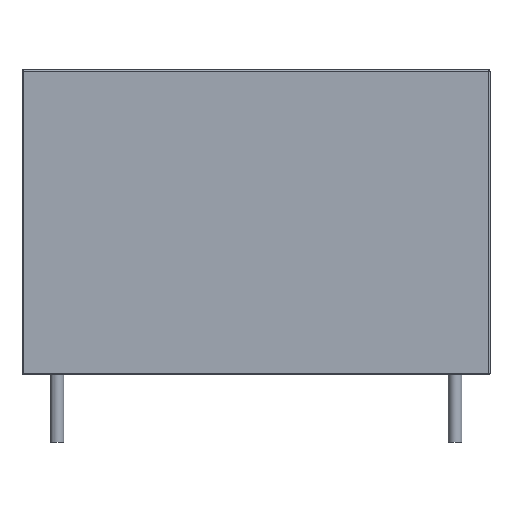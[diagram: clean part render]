
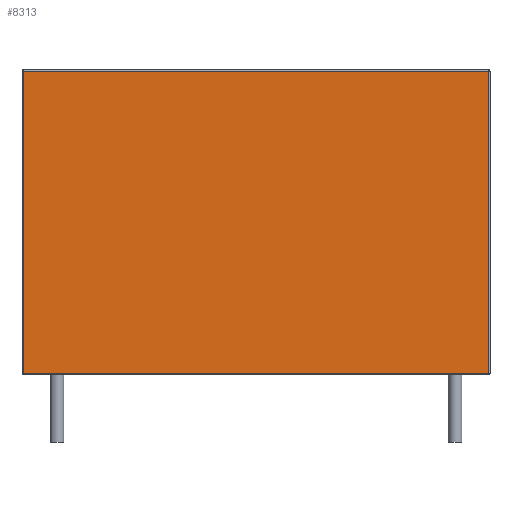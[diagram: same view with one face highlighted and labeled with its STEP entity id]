
A CAD part, front view. The second image highlights one B-rep face of the part: STEP entity #8313.
In plain terms, the highlighted planar face has unit normal (0, -1, 0).
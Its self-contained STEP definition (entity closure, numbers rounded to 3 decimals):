
#214 = ORIENTED_EDGE ( 'NONE', *, *, #2617, .T. ) ;
#571 = EDGE_LOOP ( 'NONE', ( #11986, #2078, #214, #13161 ) ) ;
#1128 = DIRECTION ( 'NONE',  ( -1., 0., 0. ) ) ;
#2078 = ORIENTED_EDGE ( 'NONE', *, *, #14773, .T. ) ;
#2557 = CARTESIAN_POINT ( 'NONE',  ( -17.172, -10.16, -11.15 ) ) ;
#2617 = EDGE_CURVE ( 'NONE', #7064, #18230, #5907, .T. ) ;
#2725 = PLANE ( 'NONE',  #20672 ) ;
#2779 = DIRECTION ( 'NONE',  ( 1., 0., 0. ) ) ;
#3195 = CARTESIAN_POINT ( 'NONE',  ( 17.172, -10.16, -11.15 ) ) ;
#4106 = DIRECTION ( 'NONE',  ( 0., 0., 1. ) ) ;
#4244 = VERTEX_POINT ( 'NONE', #4470 ) ;
#4470 = CARTESIAN_POINT ( 'NONE',  ( -17.172, -10.16, 11.15 ) ) ;
#5691 = CARTESIAN_POINT ( 'NONE',  ( 17.172, -10.16, 11.25 ) ) ;
#5907 = LINE ( 'NONE', #5691, #15529 ) ;
#5933 = EDGE_CURVE ( 'NONE', #18230, #4244, #14157, .T. ) ;
#6071 = CARTESIAN_POINT ( 'NONE',  ( 17.272, -10.16, -11.15 ) ) ;
#7064 = VERTEX_POINT ( 'NONE', #3195 ) ;
#7418 = VECTOR ( 'NONE', #2779, 1000. ) ;
#8313 = ADVANCED_FACE ( 'NONE', ( #20154 ), #2725, .F. ) ;
#9146 = LINE ( 'NONE', #6071, #7418 ) ;
#9196 = CARTESIAN_POINT ( 'NONE',  ( 17.272, -10.16, 11.25 ) ) ;
#10907 = VERTEX_POINT ( 'NONE', #2557 ) ;
#11857 = VECTOR ( 'NONE', #13727, 1000. ) ;
#11986 = ORIENTED_EDGE ( 'NONE', *, *, #18268, .T. ) ;
#12463 = VECTOR ( 'NONE', #18983, 1000. ) ;
#13161 = ORIENTED_EDGE ( 'NONE', *, *, #5933, .T. ) ;
#13727 = DIRECTION ( 'NONE',  ( 0., 0., -1. ) ) ;
#14157 = LINE ( 'NONE', #20540, #12463 ) ;
#14773 = EDGE_CURVE ( 'NONE', #10907, #7064, #9146, .T. ) ;
#15333 = CARTESIAN_POINT ( 'NONE',  ( -17.172, -10.16, 11.25 ) ) ;
#15529 = VECTOR ( 'NONE', #4106, 1000. ) ;
#15667 = DIRECTION ( 'NONE',  ( 0., 1., 0. ) ) ;
#16894 = LINE ( 'NONE', #15333, #11857 ) ;
#18230 = VERTEX_POINT ( 'NONE', #19721 ) ;
#18268 = EDGE_CURVE ( 'NONE', #4244, #10907, #16894, .T. ) ;
#18983 = DIRECTION ( 'NONE',  ( -1., 0., 0. ) ) ;
#19721 = CARTESIAN_POINT ( 'NONE',  ( 17.172, -10.16, 11.15 ) ) ;
#20154 = FACE_OUTER_BOUND ( 'NONE', #571, .T. ) ;
#20540 = CARTESIAN_POINT ( 'NONE',  ( -17.272, -10.16, 11.15 ) ) ;
#20672 = AXIS2_PLACEMENT_3D ( 'NONE', #9196, #15667, #1128 ) ;
